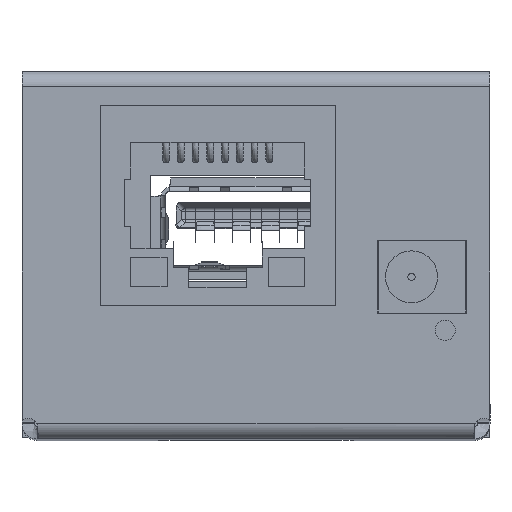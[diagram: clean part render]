
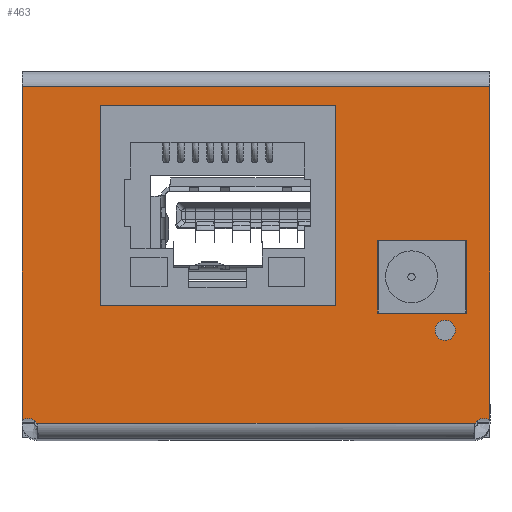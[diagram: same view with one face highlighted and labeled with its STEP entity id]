
A CAD part, top view. The second image highlights one B-rep face of the part: STEP entity #463.
In plain terms, the highlighted planar face has unit normal (0, 0, 1).
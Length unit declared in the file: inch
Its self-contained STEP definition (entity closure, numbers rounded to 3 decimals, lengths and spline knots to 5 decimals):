
#463 = ADVANCED_FACE ( 'NONE', ( #8019, #7985, #8001, #8031 ), #8016, .F. ) ;
#934 = AXIS2_PLACEMENT_3D ( 'NONE', #8008, #8069, #8087 ) ;
#1730 = DIRECTION ( 'NONE',  ( 0., -1., 0. ) ) ;
#1738 = LINE ( 'NONE', #1741, #5270 ) ;
#1741 = CARTESIAN_POINT ( 'NONE',  ( -1.2318, 0.78978, 1.7846 ) ) ;
#1748 = LINE ( 'NONE', #1789, #5269 ) ;
#1750 = LINE ( 'NONE', #1788, #5254 ) ;
#1752 = LINE ( 'NONE', #1790, #5276 ) ;
#1754 = CARTESIAN_POINT ( 'NONE',  ( -0.2633, -0.01439, 1.7846 ) ) ;
#1755 = DIRECTION ( 'NONE',  ( -1., 0., 0. ) ) ;
#1756 = DIRECTION ( 'NONE',  ( 1., 0., 0. ) ) ;
#1761 = DIRECTION ( 'NONE',  ( 0., -1., 0. ) ) ;
#1763 = DIRECTION ( 'NONE',  ( 0., 1., 0. ) ) ;
#1766 = LINE ( 'NONE', #1754, #5290 ) ;
#1769 = LINE ( 'NONE', #1785, #5265 ) ;
#1785 = CARTESIAN_POINT ( 'NONE',  ( -1.01921, -0.19156, 1.7846 ) ) ;
#1788 = CARTESIAN_POINT ( 'NONE',  ( -0.37944, 0.35372, 1.7846 ) ) ;
#1789 = CARTESIAN_POINT ( 'NONE',  ( -0.37944, -0.19156, 1.7846 ) ) ;
#1790 = CARTESIAN_POINT ( 'NONE',  ( -0.02117, -0.01439, 1.7846 ) ) ;
#1796 = DIRECTION ( 'NONE',  ( -1., 0., 0. ) ) ;
#1812 = CARTESIAN_POINT ( 'NONE',  ( -1.21606, 0.40424, 1.7846 ) ) ;
#1818 = LINE ( 'NONE', #1812, #5284 ) ;
#1823 = LINE ( 'NONE', #1839, #5278 ) ;
#1832 = DIRECTION ( 'NONE',  ( 1., 0., 0. ) ) ;
#1839 = CARTESIAN_POINT ( 'NONE',  ( -0.37944, -0.19156, 1.7846 ) ) ;
#1841 = DIRECTION ( 'NONE',  ( 0., 1., 0. ) ) ;
#1846 = LINE ( 'NONE', #1873, #5287 ) ;
#1850 = DIRECTION ( 'NONE',  ( 0., -1., 0. ) ) ;
#1858 = DIRECTION ( 'NONE',  ( 0., 0., 1. ) ) ;
#1873 = CARTESIAN_POINT ( 'NONE',  ( -0.2633, -0.01439, 1.7846 ) ) ;
#1874 = CARTESIAN_POINT ( 'NONE',  ( -0.08023, -0.25849, 1.7846 ) ) ;
#1875 = DIRECTION ( 'NONE',  ( 0., -1., 0. ) ) ;
#1906 = LINE ( 'NONE', #1907, #5325 ) ;
#1907 = CARTESIAN_POINT ( 'NONE',  ( -1.21606, -0.51176, 1.7846 ) ) ;
#1931 = DIRECTION ( 'NONE',  ( 1., 0., 0. ) ) ;
#2042 = LINE ( 'NONE', #2070, #5318 ) ;
#2043 = DIRECTION ( 'NONE',  ( 1., 0., 0. ) ) ;
#2070 = CARTESIAN_POINT ( 'NONE',  ( -0.2633, -0.21124, 1.7846 ) ) ;
#5254 = VECTOR ( 'NONE', #1796, 39.37008 ) ;
#5263 = AXIS2_PLACEMENT_3D ( 'NONE', #1874, #1858, #1850 ) ;
#5265 = VECTOR ( 'NONE', #1761, 39.37008 ) ;
#5269 = VECTOR ( 'NONE', #1756, 39.37008 ) ;
#5270 = VECTOR ( 'NONE', #1730, 39.37008 ) ;
#5276 = VECTOR ( 'NONE', #1763, 39.37008 ) ;
#5278 = VECTOR ( 'NONE', #1841, 39.37008 ) ;
#5284 = VECTOR ( 'NONE', #1832, 39.37008 ) ;
#5287 = VECTOR ( 'NONE', #1875, 39.37008 ) ;
#5290 = VECTOR ( 'NONE', #1755, 39.37008 ) ;
#5294 = CIRCLE ( 'NONE', #5263, 0.02756 ) ;
#5318 = VECTOR ( 'NONE', #2043, 39.37008 ) ;
#5325 = VECTOR ( 'NONE', #1931, 39.37008 ) ;
#6333 = VERTEX_POINT ( 'NONE', #14038 ) ;
#6365 = VERTEX_POINT ( 'NONE', #14165 ) ;
#6367 = VERTEX_POINT ( 'NONE', #14093 ) ;
#6384 = VERTEX_POINT ( 'NONE', #14123 ) ;
#6389 = VERTEX_POINT ( 'NONE', #14064 ) ;
#6392 = VERTEX_POINT ( 'NONE', #14065 ) ;
#6395 = VERTEX_POINT ( 'NONE', #14134 ) ;
#6412 = VERTEX_POINT ( 'NONE', #14106 ) ;
#6415 = VERTEX_POINT ( 'NONE', #14142 ) ;
#6422 = VERTEX_POINT ( 'NONE', #14159 ) ;
#6424 = VERTEX_POINT ( 'NONE', #14259 ) ;
#6429 = VERTEX_POINT ( 'NONE', #14251 ) ;
#6436 = VERTEX_POINT ( 'NONE', #14232 ) ;
#6453 = VERTEX_POINT ( 'NONE', #14227 ) ;
#6455 = VERTEX_POINT ( 'NONE', #14265 ) ;
#6462 = VERTEX_POINT ( 'NONE', #14268 ) ;
#7795 = VECTOR ( 'NONE', #18073, 39.37008 ) ;
#7823 = CIRCLE ( 'NONE', #7830, 0.02953 ) ;
#7825 = CIRCLE ( 'NONE', #7831, 0.02953 ) ;
#7830 = AXIS2_PLACEMENT_3D ( 'NONE', #18097, #18080, #18167 ) ;
#7831 = AXIS2_PLACEMENT_3D ( 'NONE', #18146, #18133, #18151 ) ;
#7985 = FACE_BOUND ( 'NONE', #15532, .T. ) ;
#8001 = FACE_BOUND ( 'NONE', #15538, .T. ) ;
#8008 = CARTESIAN_POINT ( 'NONE',  ( -1.21606, -0.5277, 1.7846 ) ) ;
#8016 = PLANE ( 'NONE',  #934 ) ;
#8019 = FACE_BOUND ( 'NONE', #14500, .T. ) ;
#8031 = FACE_OUTER_BOUND ( 'NONE', #14437, .T. ) ;
#8069 = DIRECTION ( 'NONE',  ( 0., 0., -1. ) ) ;
#8087 = DIRECTION ( 'NONE',  ( 0., 1., 0. ) ) ;
#10450 = CIRCLE ( 'NONE', #10460, 0.02756 ) ;
#10460 = AXIS2_PLACEMENT_3D ( 'NONE', #18585, #18621, #18608 ) ;
#10634 = EDGE_CURVE ( 'NONE', #6415, #6367, #1738, .T. ) ;
#10640 = EDGE_CURVE ( 'NONE', #6453, #6422, #1748, .T. ) ;
#10646 = EDGE_CURVE ( 'NONE', #6392, #6429, #1750, .T. ) ;
#10647 = EDGE_CURVE ( 'NONE', #6429, #6453, #1769, .T. ) ;
#10650 = EDGE_CURVE ( 'NONE', #6424, #6462, #1752, .T. ) ;
#10652 = EDGE_CURVE ( 'NONE', #6462, #6389, #1766, .T. ) ;
#10658 = EDGE_CURVE ( 'NONE', #6422, #6392, #1823, .T. ) ;
#10667 = EDGE_CURVE ( 'NONE', #6415, #6436, #1818, .T. ) ;
#10671 = EDGE_CURVE ( 'NONE', #6333, #6384, #5294, .T. ) ;
#10674 = EDGE_CURVE ( 'NONE', #6389, #6395, #1846, .T. ) ;
#10695 = EDGE_CURVE ( 'NONE', #6365, #6412, #1906, .T. ) ;
#10734 = EDGE_CURVE ( 'NONE', #6395, #6424, #2042, .T. ) ;
#10919 = EDGE_CURVE ( 'NONE', #6384, #6333, #10450, .T. ) ;
#11707 = EDGE_CURVE ( 'NONE', #6455, #6436, #18090, .T. ) ;
#11726 = EDGE_CURVE ( 'NONE', #6412, #6455, #7823, .T. ) ;
#11735 = EDGE_CURVE ( 'NONE', #6367, #6365, #7825, .T. ) ;
#14038 = CARTESIAN_POINT ( 'NONE',  ( -0.08023, -0.28605, 1.7846 ) ) ;
#14064 = CARTESIAN_POINT ( 'NONE',  ( -0.2633, -0.01439, 1.7846 ) ) ;
#14065 = CARTESIAN_POINT ( 'NONE',  ( -0.37944, 0.35372, 1.7846 ) ) ;
#14093 = CARTESIAN_POINT ( 'NONE',  ( -1.2318, -0.50272, 1.7846 ) ) ;
#14106 = CARTESIAN_POINT ( 'NONE',  ( 0.00121, -0.51176, 1.7846 ) ) ;
#14123 = CARTESIAN_POINT ( 'NONE',  ( -0.08023, -0.23093, 1.7846 ) ) ;
#14134 = CARTESIAN_POINT ( 'NONE',  ( -0.2633, -0.21124, 1.7846 ) ) ;
#14142 = CARTESIAN_POINT ( 'NONE',  ( -1.2318, 0.40424, 1.7846 ) ) ;
#14159 = CARTESIAN_POINT ( 'NONE',  ( -0.37944, -0.19156, 1.7846 ) ) ;
#14165 = CARTESIAN_POINT ( 'NONE',  ( -1.1912, -0.51176, 1.7846 ) ) ;
#14227 = CARTESIAN_POINT ( 'NONE',  ( -1.01921, -0.19156, 1.7846 ) ) ;
#14232 = CARTESIAN_POINT ( 'NONE',  ( 0.04182, 0.40424, 1.7846 ) ) ;
#14251 = CARTESIAN_POINT ( 'NONE',  ( -1.01921, 0.35372, 1.7846 ) ) ;
#14259 = CARTESIAN_POINT ( 'NONE',  ( -0.02117, -0.21124, 1.7846 ) ) ;
#14265 = CARTESIAN_POINT ( 'NONE',  ( 0.04182, -0.50272, 1.7846 ) ) ;
#14268 = CARTESIAN_POINT ( 'NONE',  ( -0.02117, -0.01439, 1.7846 ) ) ;
#14437 = EDGE_LOOP ( 'NONE', ( #16335, #16292, #16305, #16309, #16320, #16354 ) ) ;
#14500 = EDGE_LOOP ( 'NONE', ( #16348, #16327 ) ) ;
#15532 = EDGE_LOOP ( 'NONE', ( #16324, #16308, #16303, #16304 ) ) ;
#15538 = EDGE_LOOP ( 'NONE', ( #16242, #16344, #16301, #16358 ) ) ;
#16242 = ORIENTED_EDGE ( 'NONE', *, *, #10646, .F. ) ;
#16292 = ORIENTED_EDGE ( 'NONE', *, *, #10634, .T. ) ;
#16301 = ORIENTED_EDGE ( 'NONE', *, *, #10640, .F. ) ;
#16303 = ORIENTED_EDGE ( 'NONE', *, *, #10652, .F. ) ;
#16304 = ORIENTED_EDGE ( 'NONE', *, *, #10650, .F. ) ;
#16305 = ORIENTED_EDGE ( 'NONE', *, *, #11735, .T. ) ;
#16308 = ORIENTED_EDGE ( 'NONE', *, *, #10674, .F. ) ;
#16309 = ORIENTED_EDGE ( 'NONE', *, *, #10695, .T. ) ;
#16320 = ORIENTED_EDGE ( 'NONE', *, *, #11726, .T. ) ;
#16324 = ORIENTED_EDGE ( 'NONE', *, *, #10734, .F. ) ;
#16327 = ORIENTED_EDGE ( 'NONE', *, *, #10919, .F. ) ;
#16335 = ORIENTED_EDGE ( 'NONE', *, *, #10667, .F. ) ;
#16344 = ORIENTED_EDGE ( 'NONE', *, *, #10658, .F. ) ;
#16348 = ORIENTED_EDGE ( 'NONE', *, *, #10671, .F. ) ;
#16354 = ORIENTED_EDGE ( 'NONE', *, *, #11707, .T. ) ;
#16358 = ORIENTED_EDGE ( 'NONE', *, *, #10647, .F. ) ;
#18073 = DIRECTION ( 'NONE',  ( 0., 1., 0. ) ) ;
#18080 = DIRECTION ( 'NONE',  ( 0., 0., -1. ) ) ;
#18090 = LINE ( 'NONE', #18101, #7795 ) ;
#18097 = CARTESIAN_POINT ( 'NONE',  ( 0.02607, -0.5277, 1.7846 ) ) ;
#18101 = CARTESIAN_POINT ( 'NONE',  ( 0.04182, 0.78978, 1.7846 ) ) ;
#18133 = DIRECTION ( 'NONE',  ( 0., 0., -1. ) ) ;
#18146 = CARTESIAN_POINT ( 'NONE',  ( -1.21606, -0.5277, 1.7846 ) ) ;
#18151 = DIRECTION ( 'NONE',  ( 0., 1., 0. ) ) ;
#18167 = DIRECTION ( 'NONE',  ( 0., -1., 0. ) ) ;
#18585 = CARTESIAN_POINT ( 'NONE',  ( -0.08023, -0.25849, 1.7846 ) ) ;
#18608 = DIRECTION ( 'NONE',  ( 0., -1., 0. ) ) ;
#18621 = DIRECTION ( 'NONE',  ( 0., 0., 1. ) ) ;
